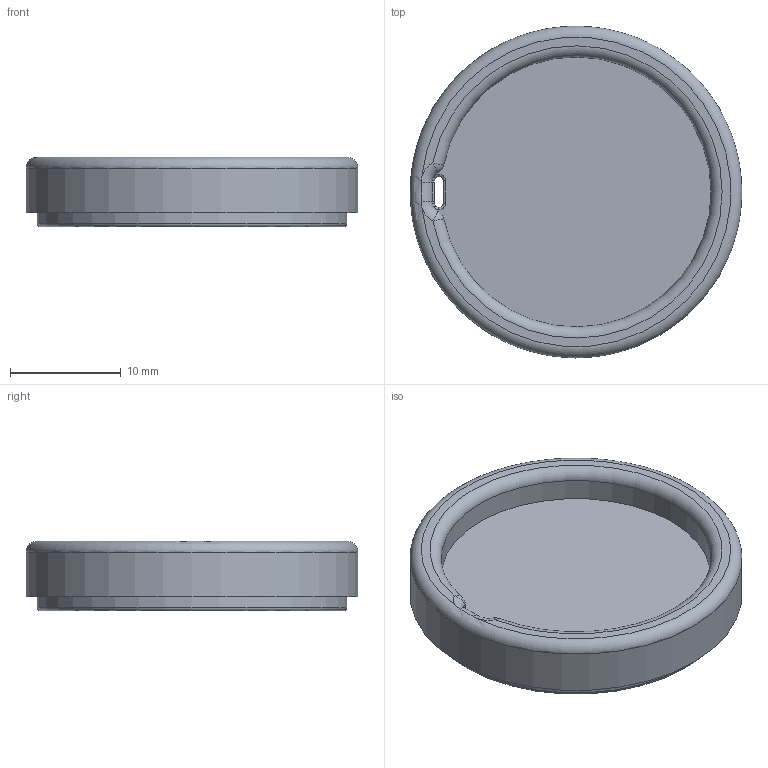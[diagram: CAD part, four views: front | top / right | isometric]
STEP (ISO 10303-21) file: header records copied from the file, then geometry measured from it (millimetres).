
FILE_DESCRIPTION(/* description */ (''),/* implementation_level */ '2;1');
FILE_NAME(/* name */ 'cup travel mug lid.step',/* time_stamp */ '2025-12-24T01:05:44Z',/* author */ (''),/* organization */ (''),/* preprocessor_version */ 'ST-DEVELOPER v20.1',/* originating_system */ 'Autodesk Translation Framework v14.21.0.0',/* authorisation */ '');
FILE_SCHEMA (('AUTOMOTIVE_DESIGN { 1 0 10303 214 3 1 1 }'));
Length unit declared in the file: millimetre
Products named in the file (1): 2025-12-14-23-50-06-808
Bounding box: 30 x 30 x 6.27 mm (x, y, z)
Volume: 2858.1 mm3; surface area: 2160 mm2
Topology: 1 solids, 1 shells, 42 faces, 95 edges, 55 vertices
Faces by surface type: cylinder 18, torus 15, plane 7, sphere 2
Full cylindrical faces by diameter (mm): 28 x1, 30 x1
Entity records: 1349 total; most frequent: DIRECTION 235, CARTESIAN_POINT 235, ORIENTED_EDGE 190, AXIS2_PLACEMENT_3D 105, EDGE_CURVE 95, CIRCLE 62, VERTEX_POINT 55, EDGE_LOOP 44
